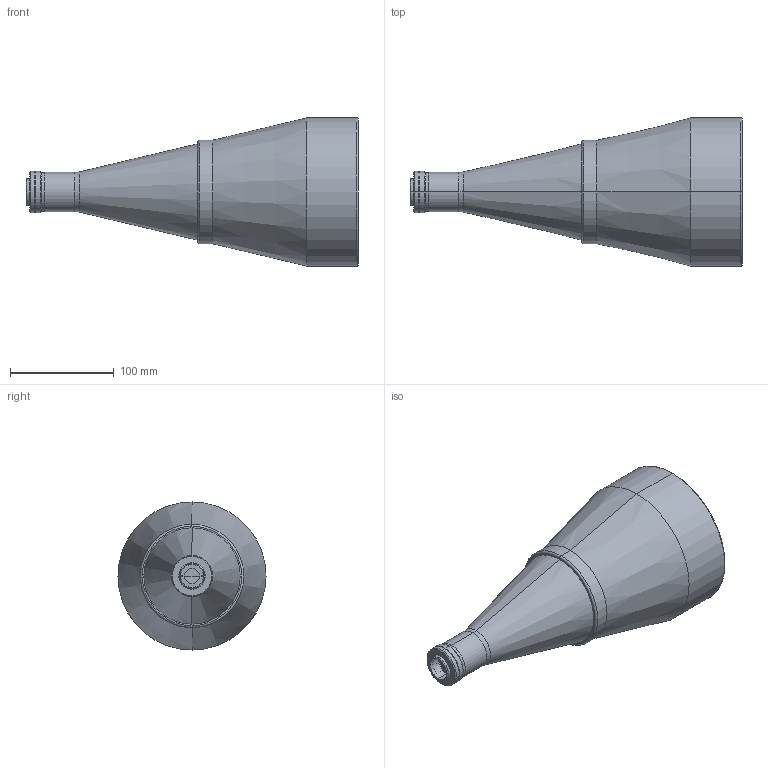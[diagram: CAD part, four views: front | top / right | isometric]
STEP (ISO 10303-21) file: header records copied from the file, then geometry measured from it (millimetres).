
FILE_DESCRIPTION (( 'STEP AP214' ), '1' );
FILE_NAME ('TC1296.STEP', '2013-04-04T09:58:08', ( 'Work' ), ( '' ), 'SwSTEP 2.0', 'SolidWorks 2012', '' );
FILE_SCHEMA (( 'AUTOMOTIVE_DESIGN' ));
Length unit declared in the file: millimetre
Products named in the file (1): TC1296
Bounding box: 320.6 x 143 x 143 mm (x, y, z)
Surface area: 125978.6 mm2 (no closed solid volume)
Topology: 0 solids, 11 shells, 62 faces, 164 edges, 115 vertices
Faces by surface type: cylinder 26, cone 12, plane 12, torus 6, bspline 4, sphere 2
Entity records: 2749 total; most frequent: CARTESIAN_POINT 414, DIRECTION 400, ORIENTED_EDGE 268, AXIS2_PLACEMENT_3D 181, EDGE_CURVE 164, CIRCLE 122, VERTEX_POINT 115, EDGE_LOOP 85
